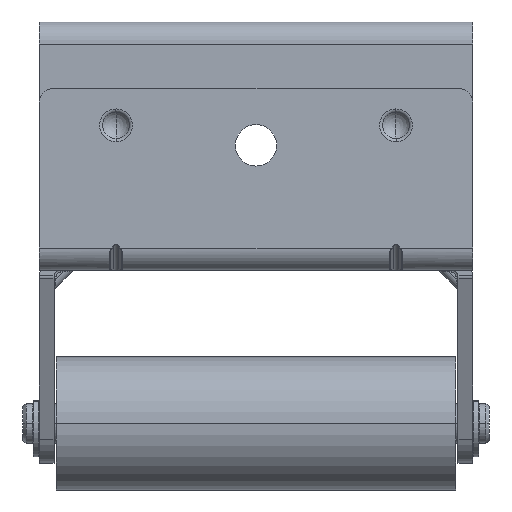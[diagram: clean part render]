
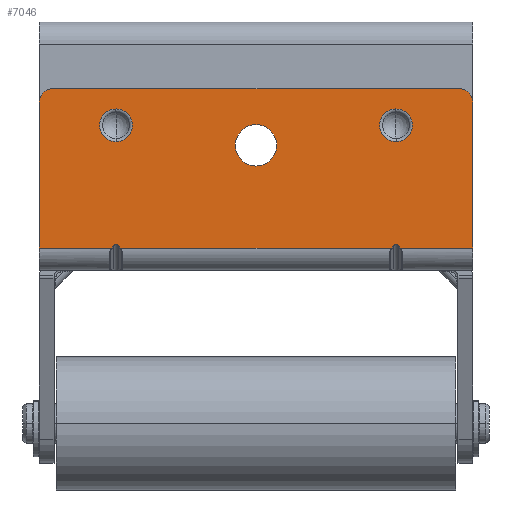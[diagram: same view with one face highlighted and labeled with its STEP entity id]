
A CAD part, left-side view. The second image highlights one B-rep face of the part: STEP entity #7046.
In plain terms, the highlighted planar face has unit normal (-1, 0, 0).
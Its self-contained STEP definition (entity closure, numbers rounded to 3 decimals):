
#332=FACE_BOUND('',#843,.T.);
#333=FACE_BOUND('',#844,.T.);
#334=FACE_BOUND('',#845,.T.);
#382=ELLIPSE('',#7519,0.707,0.5);
#383=ELLIPSE('',#7524,0.707,0.5);
#435=FACE_OUTER_BOUND('',#842,.T.);
#842=EDGE_LOOP('',(#4967,#4968,#4969,#4970,#4971,#4972,#4973,#4974,#4975,
#4976,#4977,#4978,#4979,#4980));
#843=EDGE_LOOP('',(#4981,#4982));
#844=EDGE_LOOP('',(#4983,#4984));
#845=EDGE_LOOP('',(#4985,#4986));
#1242=LINE('',#10500,#1852);
#1264=LINE('',#10696,#1874);
#1265=LINE('',#10710,#1875);
#1267=LINE('',#10755,#1877);
#1272=LINE('',#10770,#1882);
#1341=LINE('',#10981,#1951);
#1366=LINE('',#11044,#1976);
#1369=LINE('',#11051,#1979);
#1370=LINE('',#11056,#1980);
#1371=LINE('',#11059,#1981);
#1852=VECTOR('',#8252,21.9);
#1874=VECTOR('',#8336,10.901);
#1875=VECTOR('',#8343,40.802);
#1877=VECTOR('',#8359,10.901);
#1882=VECTOR('',#8378,0.425);
#1951=VECTOR('',#8499,0.425);
#1976=VECTOR('',#8572,0.425);
#1979=VECTOR('',#8581,0.425);
#1980=VECTOR('',#8586,61.);
#1981=VECTOR('',#8589,21.9);
#2497=CIRCLE('',#7522,2.);
#2498=CIRCLE('',#7523,2.);
#2499=CIRCLE('',#7525,3.1);
#2500=CIRCLE('',#7526,3.1);
#2501=CIRCLE('',#7527,2.458);
#2502=CIRCLE('',#7528,2.458);
#2503=CIRCLE('',#7529,2.458);
#2504=CIRCLE('',#7530,2.458);
#2853=VERTEX_POINT('',#10497);
#2854=VERTEX_POINT('',#10499);
#2907=VERTEX_POINT('',#10695);
#2910=VERTEX_POINT('',#10708);
#2911=VERTEX_POINT('',#10709);
#2922=VERTEX_POINT('',#10753);
#2923=VERTEX_POINT('',#10754);
#2926=VERTEX_POINT('',#10769);
#3012=VERTEX_POINT('',#10979);
#3026=VERTEX_POINT('',#11043);
#3027=VERTEX_POINT('',#11047);
#3028=VERTEX_POINT('',#11053);
#3029=VERTEX_POINT('',#11055);
#3030=VERTEX_POINT('',#11057);
#3031=VERTEX_POINT('',#11061);
#3032=VERTEX_POINT('',#11062);
#3033=VERTEX_POINT('',#11065);
#3034=VERTEX_POINT('',#11066);
#3035=VERTEX_POINT('',#11069);
#3036=VERTEX_POINT('',#11070);
#3565=EDGE_CURVE('',#2854,#2853,#1242,.T.);
#3623=EDGE_CURVE('',#2854,#2907,#1264,.T.);
#3627=EDGE_CURVE('',#2910,#2911,#1265,.T.);
#3639=EDGE_CURVE('',#2922,#2923,#1267,.T.);
#3647=EDGE_CURVE('',#2926,#2907,#1272,.T.);
#3741=EDGE_CURVE('',#2910,#3012,#1341,.T.);
#3772=EDGE_CURVE('',#3026,#2911,#1366,.T.);
#3774=EDGE_CURVE('',#3027,#3026,#382,.T.);
#3776=EDGE_CURVE('',#2922,#3027,#1369,.T.);
#3777=EDGE_CURVE('',#2853,#3028,#2497,.T.);
#3778=EDGE_CURVE('',#3028,#3029,#1370,.T.);
#3779=EDGE_CURVE('',#3029,#3030,#2498,.T.);
#3780=EDGE_CURVE('',#2923,#3030,#1371,.T.);
#3781=EDGE_CURVE('',#3012,#2926,#383,.T.);
#3782=EDGE_CURVE('',#3031,#3032,#2499,.T.);
#3783=EDGE_CURVE('',#3032,#3031,#2500,.T.);
#3784=EDGE_CURVE('',#3033,#3034,#2501,.T.);
#3785=EDGE_CURVE('',#3034,#3033,#2502,.T.);
#3786=EDGE_CURVE('',#3035,#3036,#2503,.T.);
#3787=EDGE_CURVE('',#3036,#3035,#2504,.T.);
#4967=ORIENTED_EDGE('',*,*,#3623,.F.);
#4968=ORIENTED_EDGE('',*,*,#3565,.T.);
#4969=ORIENTED_EDGE('',*,*,#3777,.T.);
#4970=ORIENTED_EDGE('',*,*,#3778,.T.);
#4971=ORIENTED_EDGE('',*,*,#3779,.T.);
#4972=ORIENTED_EDGE('',*,*,#3780,.F.);
#4973=ORIENTED_EDGE('',*,*,#3639,.F.);
#4974=ORIENTED_EDGE('',*,*,#3776,.T.);
#4975=ORIENTED_EDGE('',*,*,#3774,.T.);
#4976=ORIENTED_EDGE('',*,*,#3772,.T.);
#4977=ORIENTED_EDGE('',*,*,#3627,.F.);
#4978=ORIENTED_EDGE('',*,*,#3741,.T.);
#4979=ORIENTED_EDGE('',*,*,#3781,.T.);
#4980=ORIENTED_EDGE('',*,*,#3647,.T.);
#4981=ORIENTED_EDGE('',*,*,#3782,.T.);
#4982=ORIENTED_EDGE('',*,*,#3783,.T.);
#4983=ORIENTED_EDGE('',*,*,#3784,.T.);
#4984=ORIENTED_EDGE('',*,*,#3785,.T.);
#4985=ORIENTED_EDGE('',*,*,#3786,.T.);
#4986=ORIENTED_EDGE('',*,*,#3787,.T.);
#6861=PLANE('',#7521);
#7046=ADVANCED_FACE('',(#435,#332,#333,#334),#6861,.T.);
#7519=AXIS2_PLACEMENT_3D('',#11048,#8576,#8577);
#7521=AXIS2_PLACEMENT_3D('',#11052,#8582,#8583);
#7522=AXIS2_PLACEMENT_3D('',#11054,#8584,#8585);
#7523=AXIS2_PLACEMENT_3D('',#11058,#8587,#8588);
#7524=AXIS2_PLACEMENT_3D('',#11060,#8590,#8591);
#7525=AXIS2_PLACEMENT_3D('',#11063,#8592,#8593);
#7526=AXIS2_PLACEMENT_3D('',#11064,#8594,#8595);
#7527=AXIS2_PLACEMENT_3D('',#11067,#8596,#8597);
#7528=AXIS2_PLACEMENT_3D('',#11068,#8598,#8599);
#7529=AXIS2_PLACEMENT_3D('',#11071,#8600,#8601);
#7530=AXIS2_PLACEMENT_3D('',#11072,#8602,#8603);
#8252=DIRECTION('',(0.,0.,1.));
#8336=DIRECTION('',(0.,1.,0.));
#8343=DIRECTION('',(0.,1.,0.));
#8359=DIRECTION('',(0.,1.,0.));
#8378=DIRECTION('',(0.,-0.577,-0.816));
#8499=DIRECTION('',(0.,-0.577,0.816));
#8572=DIRECTION('',(0.,-0.577,-0.816));
#8576=DIRECTION('center_axis',(1.,0.,0.));
#8577=DIRECTION('ref_axis',(0.,0.,1.));
#8581=DIRECTION('',(0.,-0.577,0.816));
#8582=DIRECTION('center_axis',(-1.,0.,0.));
#8583=DIRECTION('ref_axis',(0.,0.,1.));
#8584=DIRECTION('center_axis',(-1.,0.,0.));
#8585=DIRECTION('ref_axis',(0.,-1.,0.));
#8586=DIRECTION('',(0.,1.,0.));
#8587=DIRECTION('center_axis',(-1.,0.,0.));
#8588=DIRECTION('ref_axis',(0.,0.,1.));
#8589=DIRECTION('',(0.,0.,1.));
#8590=DIRECTION('center_axis',(1.,0.,0.));
#8591=DIRECTION('ref_axis',(0.,0.,1.));
#8592=DIRECTION('center_axis',(1.,0.,0.));
#8593=DIRECTION('ref_axis',(0.,-1.,0.));
#8594=DIRECTION('center_axis',(1.,0.,0.));
#8595=DIRECTION('ref_axis',(0.,1.,0.));
#8596=DIRECTION('center_axis',(1.,0.,0.));
#8597=DIRECTION('ref_axis',(0.,0.,1.));
#8598=DIRECTION('center_axis',(1.,0.,0.));
#8599=DIRECTION('ref_axis',(0.,0.,-1.));
#8600=DIRECTION('center_axis',(1.,0.,0.));
#8601=DIRECTION('ref_axis',(0.,0.,-1.));
#8602=DIRECTION('center_axis',(1.,0.,0.));
#8603=DIRECTION('ref_axis',(0.,0.,1.));
#10497=CARTESIAN_POINT('',(0.,-32.5,-2.));
#10499=CARTESIAN_POINT('',(0.,-32.5,-23.9));
#10500=CARTESIAN_POINT('',(0.,-32.5,-23.9));
#10695=CARTESIAN_POINT('',(0.,-21.599,-23.9));
#10696=CARTESIAN_POINT('',(0.,-32.5,-23.9));
#10708=CARTESIAN_POINT('',(0.,-20.401,-23.9));
#10709=CARTESIAN_POINT('',(0.,20.401,-23.9));
#10710=CARTESIAN_POINT('',(0.,-20.401,-23.9));
#10753=CARTESIAN_POINT('',(0.,21.599,-23.9));
#10754=CARTESIAN_POINT('',(0.,32.5,-23.9));
#10755=CARTESIAN_POINT('',(0.,21.599,-23.9));
#10769=CARTESIAN_POINT('',(0.,-21.354,-23.553));
#10770=CARTESIAN_POINT('',(0.,-21.354,-23.553));
#10979=CARTESIAN_POINT('',(0.,-20.646,-23.553));
#10981=CARTESIAN_POINT('',(0.,-20.401,-23.9));
#11043=CARTESIAN_POINT('',(0.,20.646,-23.553));
#11044=CARTESIAN_POINT('',(0.,20.646,-23.553));
#11047=CARTESIAN_POINT('',(0.,21.354,-23.553));
#11048=CARTESIAN_POINT('Origin',(0.,21.,-24.053));
#11051=CARTESIAN_POINT('',(0.,21.599,-23.9));
#11052=CARTESIAN_POINT('Origin',(0.,-32.5,-27.2));
#11053=CARTESIAN_POINT('',(0.,-30.5,0.));
#11054=CARTESIAN_POINT('Origin',(0.,-30.5,-2.));
#11055=CARTESIAN_POINT('',(0.,30.5,0.));
#11056=CARTESIAN_POINT('',(0.,-30.5,0.));
#11057=CARTESIAN_POINT('',(0.,32.5,-2.));
#11058=CARTESIAN_POINT('Origin',(0.,30.5,-2.));
#11059=CARTESIAN_POINT('',(0.,32.5,-23.9));
#11060=CARTESIAN_POINT('Origin',(0.,-21.,-24.053));
#11061=CARTESIAN_POINT('',(0.,-3.1,-8.5));
#11062=CARTESIAN_POINT('',(0.,3.1,-8.5));
#11063=CARTESIAN_POINT('Origin',(0.,0.,-8.5));
#11064=CARTESIAN_POINT('Origin',(0.,0.,-8.5));
#11065=CARTESIAN_POINT('',(0.,-21.,-3.042));
#11066=CARTESIAN_POINT('',(0.,-21.,-7.958));
#11067=CARTESIAN_POINT('Origin',(0.,-21.,-5.5));
#11068=CARTESIAN_POINT('Origin',(0.,-21.,-5.5));
#11069=CARTESIAN_POINT('',(0.,21.,-7.958));
#11070=CARTESIAN_POINT('',(0.,21.,-3.042));
#11071=CARTESIAN_POINT('Origin',(0.,21.,-5.5));
#11072=CARTESIAN_POINT('Origin',(0.,21.,-5.5));
